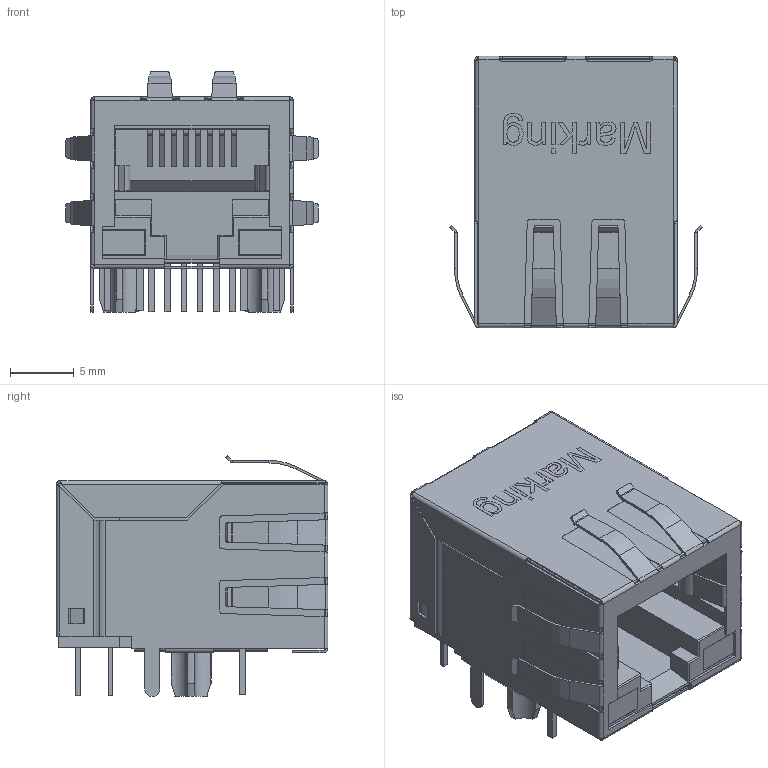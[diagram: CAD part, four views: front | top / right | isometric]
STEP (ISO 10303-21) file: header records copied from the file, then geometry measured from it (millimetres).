
FILE_DESCRIPTION(/* description */ ('Unknown'),/* implementation_level */ '2;1');
FILE_NAME(/* name */ 'T_Wurth_WE-RJ45LAN_74991114411',/* time_stamp */ '2025-08-21T17:10:10+08:00',/* author */ ('Unknown'),/* organization */ ('Unknown'),/* preprocessor_version */ 'ST-DEVELOPER v19.4',/* originating_system */ 'Solid Edge',/* authorisation */ 'Unknown');
FILE_SCHEMA (('AUTOMOTIVE_DESIGN {1 0 10303 214 3 1 1}'));
Length unit declared in the file: millimetre
Products named in the file (2): T_Wurth_WE-RJ45LAN_74991114411
Assembly tree (1 placements, depth 2):
  T_Wurth_WE-RJ45LAN_74991114411
    T_Wurth_WE-RJ45LAN_74991114411
Bounding box: 19.87 x 21.35 x 18.93 mm (x, y, z)
Volume: 3360.8 mm3; surface area: 5113.1 mm2
Topology: 2 solids, 2 shells, 766 faces, 1955 edges, 1204 vertices
Faces by surface type: plane 515, cylinder 188, bspline 41, cone 20, sphere 2
Entity records: 29173 total; most frequent: CARTESIAN_POINT 5846, ORIENTED_EDGE 3904, DIRECTION 3374, EDGE_CURVE 1952, LINE 1336, VECTOR 1336, VERTEX_POINT 1204, AXIS2_PLACEMENT_3D 1019
